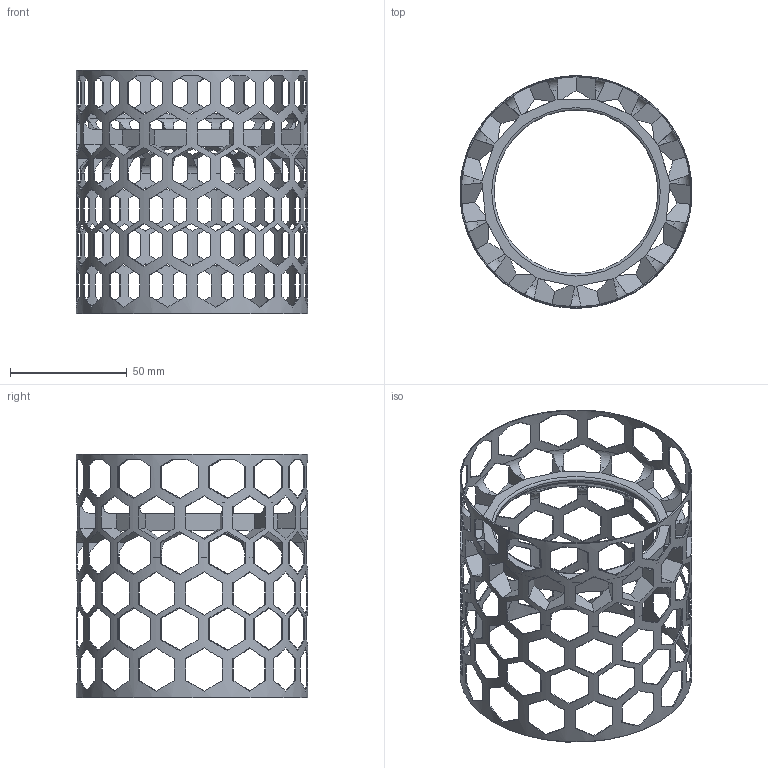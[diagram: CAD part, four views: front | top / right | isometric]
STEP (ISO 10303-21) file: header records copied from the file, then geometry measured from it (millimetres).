
FILE_DESCRIPTION(/* description */ (''),/* implementation_level */ '2;1');
FILE_NAME(/* name */ 'yc3 v4.step',/* time_stamp */ '2025-04-03T11:51:39-04:00',/* author */ (''),/* organization */ (''),/* preprocessor_version */ 'ST-DEVELOPER v20.1',/* originating_system */ 'Autodesk Translation Framework v14.4.0.0',/* authorisation */ '');
FILE_SCHEMA (('AUTOMOTIVE_DESIGN { 1 0 10303 214 3 1 1 }'));
Length unit declared in the file: millimetre
Products named in the file (1): yc3
Bounding box: 99.2 x 99.2 x 104 mm (x, y, z)
Volume: 17660.9 mm3; surface area: 37244.7 mm2
Topology: 1 solids, 1 shells, 633 faces, 2056 edges, 1370 vertices
Faces by surface type: plane 596, torus 32, cylinder 4, cone 1
Full cylindrical faces by diameter (mm): 70 x1, 98.4 x2, 99.2 x1
Entity records: 24041 total; most frequent: CARTESIAN_POINT 5052, ORIENTED_EDGE 4112, DIRECTION 4034, EDGE_CURVE 2056, AXIS2_PLACEMENT_3D 1495, VERTEX_POINT 1370, LINE 1044, VECTOR 1044
